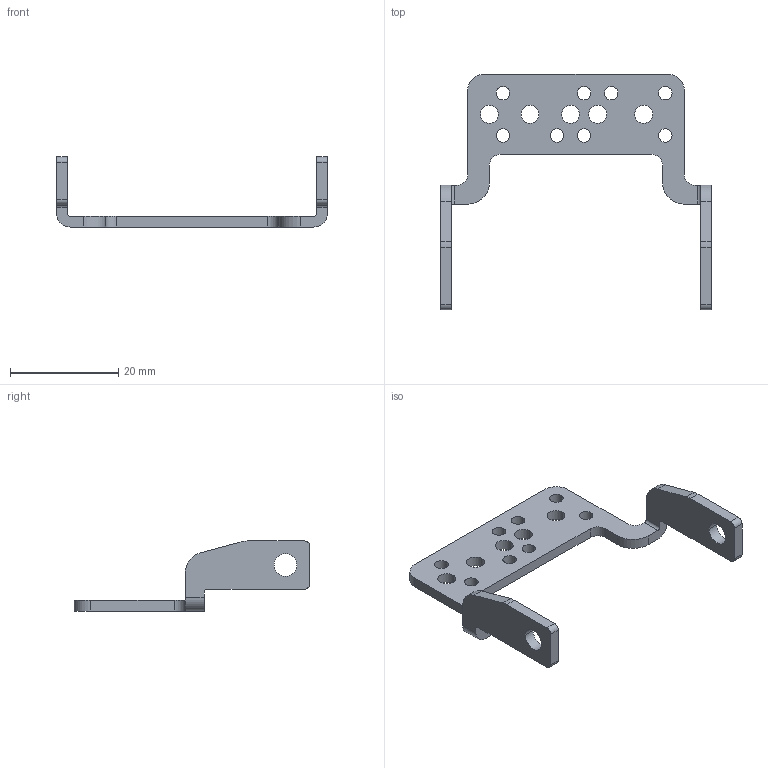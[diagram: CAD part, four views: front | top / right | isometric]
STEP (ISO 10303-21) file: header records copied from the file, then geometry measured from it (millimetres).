
FILE_DESCRIPTION(('OneSpaceDesigner STEP Export'),'2;1');
FILE_NAME('CR_10_SC.stp','2008-07-07T 9:16:38',(''),(''),'OneSpace Designer STEP processor for AP214 (Solid Model)','OneSpace Modeling 15.50B 03-Nov-2007 (C) CoCreate Software GmbH','');
FILE_SCHEMA(('AUTOMOTIVE_DESIGN { 1 0 10303 214 1 1 1 1 }'));
Length unit declared in the file: millimetre
Products named in the file (2): CR_10_SC
Assembly tree (1 placements, depth 2):
  CR_10_SC
    CR_10_SC
Bounding box: 50 x 43.5 x 12.95 mm (x, y, z)
Volume: 1932 mm3; surface area: 2748.3 mm2
Topology: 1 solids, 1 shells, 76 faces, 222 edges, 148 vertices
Faces by surface type: cylinder 52, plane 24
Entity records: 2450 total; most frequent: ORIENTED_EDGE 444, CARTESIAN_POINT 403, DIRECTION 392, EDGE_CURVE 222, VERTEX_POINT 148, AXIS2_PLACEMENT_3D 137, VECTOR 118, LINE 118
